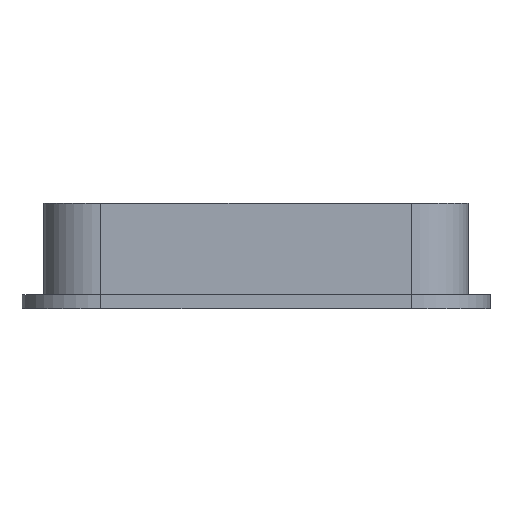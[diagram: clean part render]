
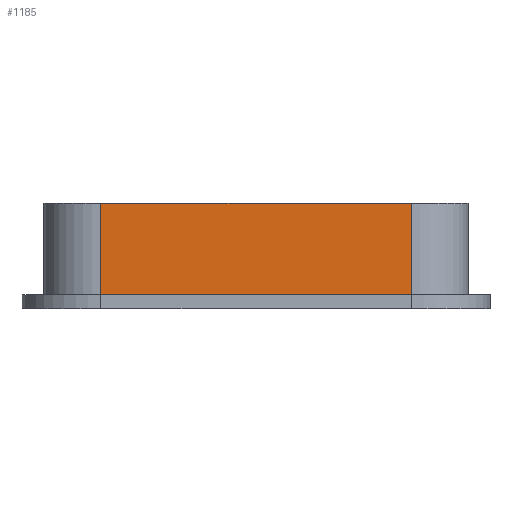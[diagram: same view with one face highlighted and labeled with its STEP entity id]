
A CAD part, front view. The second image highlights one B-rep face of the part: STEP entity #1185.
In plain terms, the highlighted planar face has unit normal (0, -1, 0).
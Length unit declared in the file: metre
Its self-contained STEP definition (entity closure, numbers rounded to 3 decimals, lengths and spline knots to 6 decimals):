
#190=ORIENTED_EDGE('',*,*,#520,.F.);
#191=ORIENTED_EDGE('',*,*,#495,.F.);
#192=ORIENTED_EDGE('',*,*,#521,.T.);
#193=ORIENTED_EDGE('',*,*,#518,.T.);
#495=EDGE_CURVE('',#659,#657,#763,.T.);
#518=EDGE_CURVE('',#675,#674,#781,.T.);
#520=EDGE_CURVE('',#657,#674,#782,.T.);
#521=EDGE_CURVE('',#659,#675,#783,.T.);
#657=VERTEX_POINT('',#1839);
#659=VERTEX_POINT('',#1843);
#674=VERTEX_POINT('',#1889);
#675=VERTEX_POINT('',#1891);
#763=LINE('',#1844,#889);
#781=LINE('',#1890,#907);
#782=LINE('',#1894,#908);
#783=LINE('',#1895,#909);
#889=VECTOR('',#1470,1.);
#907=VECTOR('',#1514,1.);
#908=VECTOR('',#1519,1.);
#909=VECTOR('',#1520,1.);
#1000=EDGE_LOOP('',(#190,#191,#192,#193));
#1074=FACE_BOUND('',#1000,.T.);
#1135=PLANE('',#1292);
#1185=ADVANCED_FACE('',(#1074),#1135,.T.);
#1292=AXIS2_PLACEMENT_3D('',#1893,#1517,#1518);
#1470=DIRECTION('',(0.,0.,-1.));
#1514=DIRECTION('',(0.,0.,-1.));
#1517=DIRECTION('',(0.,-1.,0.));
#1518=DIRECTION('',(0.,0.,-1.));
#1519=DIRECTION('',(-1.,0.,0.));
#1520=DIRECTION('',(-1.,0.,0.));
#1839=CARTESIAN_POINT('',(-0.089934,-0.019971,0.));
#1843=CARTESIAN_POINT('',(-0.089934,-0.019971,0.0127));
#1844=CARTESIAN_POINT('',(-0.089934,-0.019971,0.0127));
#1889=CARTESIAN_POINT('',(-0.13297,-0.019971,0.));
#1890=CARTESIAN_POINT('',(-0.13297,-0.019971,0.0127));
#1891=CARTESIAN_POINT('',(-0.13297,-0.019971,0.0127));
#1893=CARTESIAN_POINT('',(-0.111454,-0.019971,0.0127));
#1894=CARTESIAN_POINT('',(-0.111454,-0.019971,0.));
#1895=CARTESIAN_POINT('',(-0.111454,-0.019971,0.0127));
